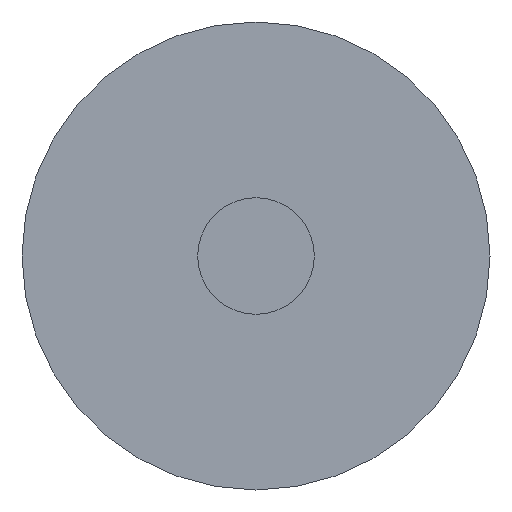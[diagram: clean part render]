
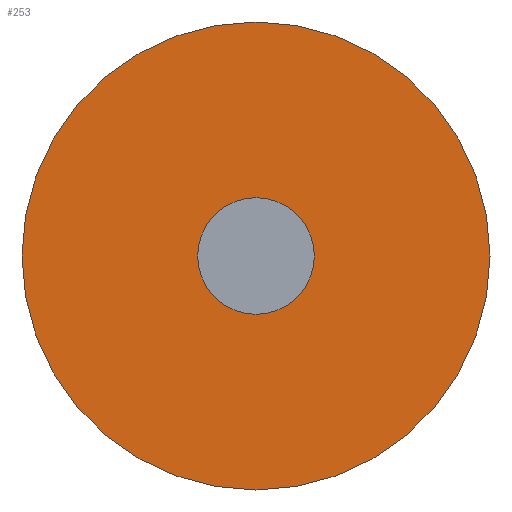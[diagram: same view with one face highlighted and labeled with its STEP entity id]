
A CAD part, left-side view. The second image highlights one B-rep face of the part: STEP entity #253.
In plain terms, the highlighted planar face has unit normal (-1, 0, 0).
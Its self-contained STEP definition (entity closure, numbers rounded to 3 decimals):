
#20=FACE_BOUND('',#77,.T.);
#28=PLANE('',#301);
#49=FACE_OUTER_BOUND('',#76,.T.);
#76=EDGE_LOOP('',(#206));
#77=EDGE_LOOP('',(#207));
#125=CIRCLE('',#302,160.5);
#126=CIRCLE('',#303,40.);
#146=VERTEX_POINT('',#453);
#147=VERTEX_POINT('',#455);
#169=EDGE_CURVE('',#146,#146,#125,.T.);
#170=EDGE_CURVE('',#147,#147,#126,.T.);
#206=ORIENTED_EDGE('',*,*,#169,.T.);
#207=ORIENTED_EDGE('',*,*,#170,.T.);
#253=ADVANCED_FACE('',(#49,#20),#28,.T.);
#301=AXIS2_PLACEMENT_3D('',#452,#364,#365);
#302=AXIS2_PLACEMENT_3D('',#454,#366,#367);
#303=AXIS2_PLACEMENT_3D('',#456,#368,#369);
#364=DIRECTION('center_axis',(-1.,0.,0.));
#365=DIRECTION('ref_axis',(0.,-1.,0.));
#366=DIRECTION('center_axis',(-1.,0.,0.));
#367=DIRECTION('ref_axis',(0.,-1.,0.));
#368=DIRECTION('center_axis',(1.,0.,0.));
#369=DIRECTION('ref_axis',(0.,-1.,0.));
#452=CARTESIAN_POINT('Origin',(-168.6,-740.,266.7));
#453=CARTESIAN_POINT('',(-168.6,-579.5,266.7));
#454=CARTESIAN_POINT('Origin',(-168.6,-740.,266.7));
#455=CARTESIAN_POINT('',(-168.6,-700.,266.7));
#456=CARTESIAN_POINT('Origin',(-168.6,-740.,266.7));
